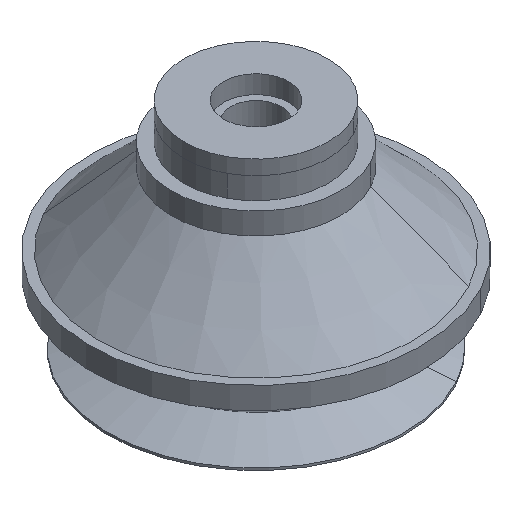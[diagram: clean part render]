
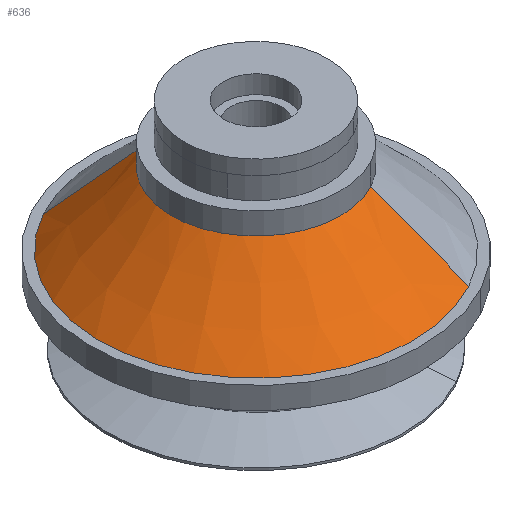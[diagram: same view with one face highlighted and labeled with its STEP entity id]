
A CAD part, isometric view. The second image highlights one B-rep face of the part: STEP entity #636.
In plain terms, the highlighted conical face has half-angle 45 degrees and reference radius 11.75 mm.
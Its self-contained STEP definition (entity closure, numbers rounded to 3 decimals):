
#555=CARTESIAN_POINT('Vertex',(5.633,-10.312,13.5)) ;
#562=CARTESIAN_POINT('Vertex',(-5.633,10.312,13.5)) ;
#582=CARTESIAN_POINT('Axis2P3D Location',(0.,0.,13.5)) ;
#594=CARTESIAN_POINT('Axis2P3D Location',(0.,0.,13.5)) ;
#599=CARTESIAN_POINT('Line Origine',(8.03,-14.7,8.5)) ;
#603=CARTESIAN_POINT('Vertex',(10.428,-19.087,3.5)) ;
#610=CARTESIAN_POINT('Vertex',(-10.428,19.087,3.5)) ;
#613=CARTESIAN_POINT('Line Origine',(-8.03,14.7,8.5)) ;
#625=CARTESIAN_POINT('Axis2P3D Location',(0.,0.,3.5)) ;
#583=DIRECTION('Axis2P3D Direction',(0.,0.,1.)) ;
#595=DIRECTION('Axis2P3D Direction',(-0.,-0.,-1.)) ;
#596=DIRECTION('Axis2P3D XDirection',(0.479,-0.878,0.)) ;
#600=DIRECTION('Vector Direction',(0.339,-0.621,-0.707)) ;
#614=DIRECTION('Vector Direction',(-0.339,0.621,-0.707)) ;
#626=DIRECTION('Axis2P3D Direction',(0.,0.,-1.)) ;
#584=AXIS2_PLACEMENT_3D('Circle Axis2P3D',#582,#583,$) ;
#597=AXIS2_PLACEMENT_3D('Cone Axis2P3D',#594,#595,#596) ;
#627=AXIS2_PLACEMENT_3D('Circle Axis2P3D',#625,#626,$) ;
#631=ORIENTED_EDGE('',*,*,#586,.F.) ;
#632=ORIENTED_EDGE('',*,*,#617,.T.) ;
#633=ORIENTED_EDGE('',*,*,#629,.T.) ;
#634=ORIENTED_EDGE('',*,*,#605,.F.) ;
#601=VECTOR('Line Direction',#600,1.) ;
#615=VECTOR('Line Direction',#614,1.) ;
#636=ADVANCED_FACE('PartBody',(#635),#598,.T.) ;
#585=CIRCLE('generated circle',#584,11.75) ;
#628=CIRCLE('generated circle',#627,21.75) ;
#598=CONICAL_SURFACE('Cone',#597,11.75,0.785) ;
#586=EDGE_CURVE('',#563,#556,#585,.T.) ;
#605=EDGE_CURVE('',#556,#604,#602,.T.) ;
#617=EDGE_CURVE('',#563,#611,#616,.T.) ;
#629=EDGE_CURVE('',#611,#604,#628,.F.) ;
#630=EDGE_LOOP('',(#631,#632,#633,#634)) ;
#635=FACE_OUTER_BOUND('',#630,.T.) ;
#602=LINE('Line',#599,#601) ;
#616=LINE('Line',#613,#615) ;
#556=VERTEX_POINT('',#555) ;
#563=VERTEX_POINT('',#562) ;
#604=VERTEX_POINT('',#603) ;
#611=VERTEX_POINT('',#610) ;
